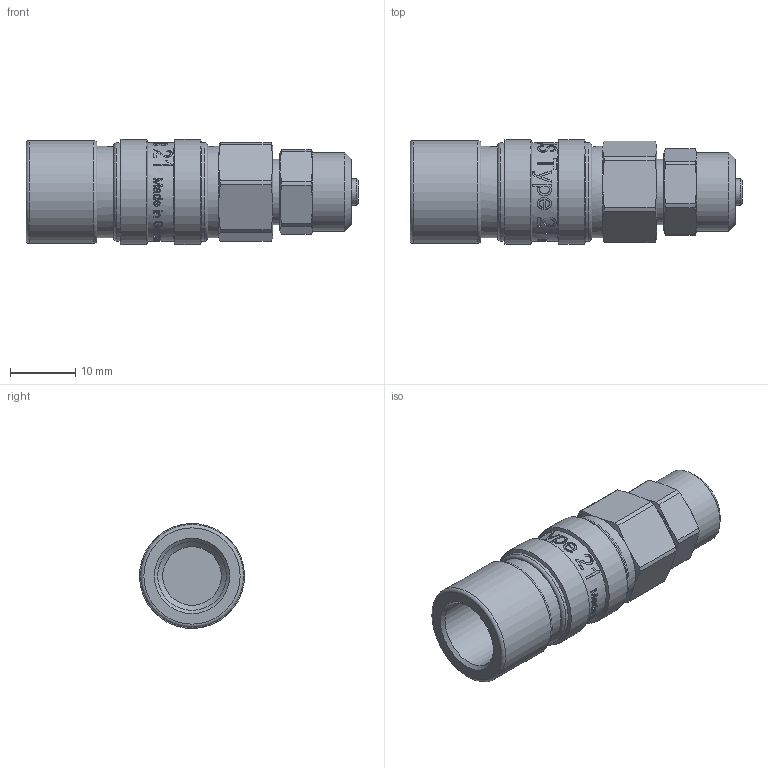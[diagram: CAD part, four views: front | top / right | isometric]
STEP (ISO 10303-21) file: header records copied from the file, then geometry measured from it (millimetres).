
FILE_DESCRIPTION((''),'2;1');
FILE_NAME('21kako06mpn0.stp','2015-05-04T11:45:01',('IA176480'),(''),'Autodesk Inventor 2013','Autodesk Inventor 2013','');
FILE_SCHEMA(('AUTOMOTIVE_DESIGN { 1 0 10303 214 1 1 1 1 }'));
Length unit declared in the file: millimetre
Products named in the file (1): D114017
Bounding box: 51 x 16.13 x 16.13 mm (x, y, z)
Volume: 6837 mm3; surface area: 4881.7 mm2
Topology: 1 solids, 3 shells, 475 faces, 1234 edges, 811 vertices
Faces by surface type: bspline 178, plane 171, cylinder 76, cone 43, torus 7
Full cylindrical faces by diameter (mm): 4 x1, 4.6 x1, 6.2 x1, 8.6 x1, 9 x1, 9.447 x1, 10 x1, 10.55 x1, 10.748 x1, 11.4 x1, 12 x3, 12.15 x1, 14 x4, 15.1 x3, 15.8 x1, 16.15 x2
Entity records: 60107 total; most frequent: CARTESIAN_POINT 49819, ORIENTED_EDGE 2308, DIRECTION 1385, EDGE_CURVE 1154, VERTEX_POINT 789, EDGE_LOOP 581, B_SPLINE_CURVE_WITH_KNOTS 508, AXIS2_PLACEMENT_3D 484
